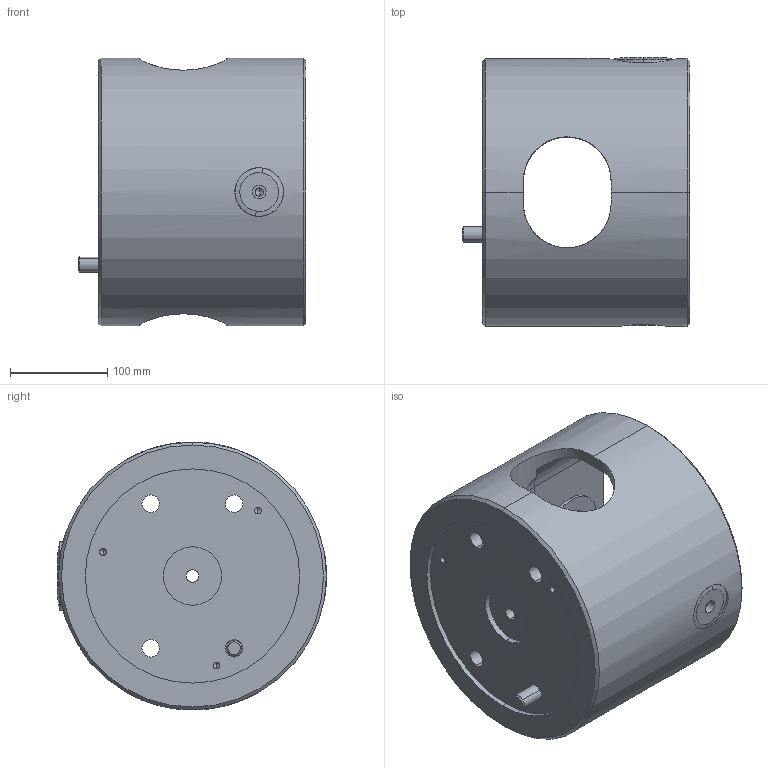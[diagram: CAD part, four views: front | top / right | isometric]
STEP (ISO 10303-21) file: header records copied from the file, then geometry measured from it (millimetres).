
FILE_DESCRIPTION (( 'STEP AP203' ), '1' );
FILE_NAME ('CF-IS-275.STEP', '2017-12-15T02:35:32', ( 'temp' ), ( '' ), 'SwSTEP 2.0', 'SolidWorks 2016', '' );
FILE_SCHEMA (( 'CONFIG_CONTROL_DESIGN' ));
Length unit declared in the file: millimetre
Products named in the file (11): CF-IS-275-07; CF-IS-275-08; CF-IS-275-04; CF-IS-275-01; 圓頭內六角螺栓_M16x45; CF-IS-275-16; CF-IS-275; 直銷_D6x20L; M6黃油嘴; 錐平頭六角孔螺栓_M4x10; CF-IS-275-03
Assembly tree (12 placements, depth 2):
  CF-IS-275
    CF-IS-275-01
    CF-IS-275-16
    直銷_D6x20L
    M6黃油嘴
    錐平頭六角孔螺栓_M4x10  x3
    CF-IS-275-03
    CF-IS-275-07
    CF-IS-275-08
    CF-IS-275-04
    圓頭內六角螺栓_M16x45
Bounding box: 234 x 276 x 275 mm (x, y, z)
Volume: 6854615.9 mm3; surface area: 542233 mm2
Topology: 13 solids, 13 shells, 373 faces, 874 edges, 533 vertices
Faces by surface type: cylinder 146, plane 125, cone 86, torus 8, sphere 8
Entity records: 11336 total; most frequent: CARTESIAN_POINT 2566, DIRECTION 1738, ORIENTED_EDGE 1446, EDGE_CURVE 723, AXIS2_PLACEMENT_3D 723, VERTEX_POINT 458, EDGE_LOOP 395, CIRCLE 383
